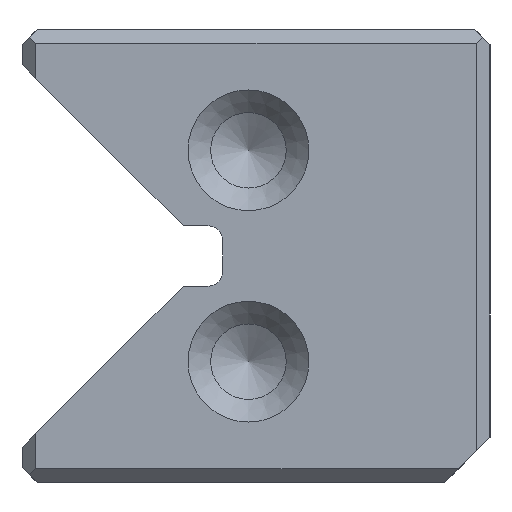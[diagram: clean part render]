
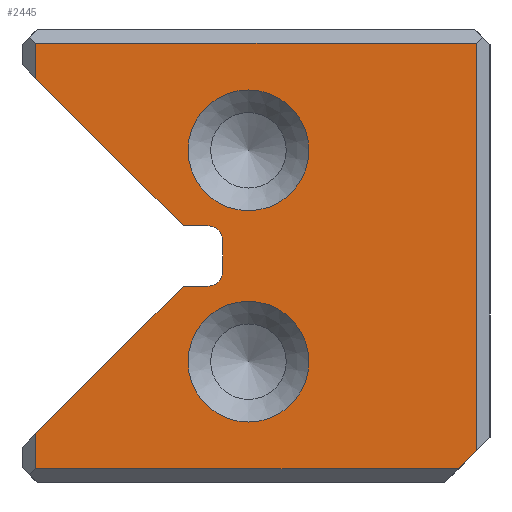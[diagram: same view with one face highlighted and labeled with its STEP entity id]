
A CAD part, left-side view. The second image highlights one B-rep face of the part: STEP entity #2445.
In plain terms, the highlighted planar face has unit normal (-1, 0, 0).
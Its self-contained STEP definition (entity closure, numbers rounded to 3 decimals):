
#2445=ADVANCED_FACE('',(#3286,#3287,#3288),#2799,.T.);
#2799=PLANE('',#8429);
#3033=CIRCLE('',#8425,2.);
#3034=CIRCLE('',#8426,2.);
#3035=CIRCLE('',#8427,0.5);
#3036=CIRCLE('',#8428,0.5);
#3286=FACE_BOUND('',#3418,.T.);
#3287=FACE_BOUND('',#3419,.T.);
#3288=FACE_BOUND('',#3420,.T.);
#3418=EDGE_LOOP('',(#4056));
#3419=EDGE_LOOP('',(#4057));
#3420=EDGE_LOOP('',(#4058,#4059,#4060,#4061,#4062,#4063,#4064,#4065,#4066,
#4067,#4068,#4069,#4070));
#4056=ORIENTED_EDGE('',*,*,#6442,.T.);
#4057=ORIENTED_EDGE('',*,*,#6443,.F.);
#4058=ORIENTED_EDGE('',*,*,#6444,.T.);
#4059=ORIENTED_EDGE('',*,*,#6445,.T.);
#4060=ORIENTED_EDGE('',*,*,#6446,.T.);
#4061=ORIENTED_EDGE('',*,*,#6447,.T.);
#4062=ORIENTED_EDGE('',*,*,#6448,.F.);
#4063=ORIENTED_EDGE('',*,*,#6449,.F.);
#4064=ORIENTED_EDGE('',*,*,#6450,.T.);
#4065=ORIENTED_EDGE('',*,*,#6451,.T.);
#4066=ORIENTED_EDGE('',*,*,#6452,.T.);
#4067=ORIENTED_EDGE('',*,*,#6453,.T.);
#4068=ORIENTED_EDGE('',*,*,#6454,.F.);
#4069=ORIENTED_EDGE('',*,*,#6455,.T.);
#4070=ORIENTED_EDGE('',*,*,#6456,.T.);
#5832=VERTEX_POINT('',#10724);
#5833=VERTEX_POINT('',#10726);
#5834=VERTEX_POINT('',#10728);
#5835=VERTEX_POINT('',#10729);
#5836=VERTEX_POINT('',#10731);
#5837=VERTEX_POINT('',#10733);
#5838=VERTEX_POINT('',#10735);
#5839=VERTEX_POINT('',#10737);
#5840=VERTEX_POINT('',#10739);
#5841=VERTEX_POINT('',#10741);
#5842=VERTEX_POINT('',#10743);
#5843=VERTEX_POINT('',#10745);
#5844=VERTEX_POINT('',#10747);
#5845=VERTEX_POINT('',#10749);
#5846=VERTEX_POINT('',#10751);
#6442=EDGE_CURVE('',#5832,#5832,#3033,.T.);
#6443=EDGE_CURVE('',#5833,#5833,#3034,.T.);
#6444=EDGE_CURVE('',#5834,#5835,#7249,.T.);
#6445=EDGE_CURVE('',#5835,#5836,#7250,.T.);
#6446=EDGE_CURVE('',#5836,#5837,#7251,.T.);
#6447=EDGE_CURVE('',#5837,#5838,#7252,.T.);
#6448=EDGE_CURVE('',#5839,#5838,#7253,.T.);
#6449=EDGE_CURVE('',#5840,#5839,#7254,.T.);
#6450=EDGE_CURVE('',#5840,#5841,#3035,.T.);
#6451=EDGE_CURVE('',#5841,#5842,#7255,.T.);
#6452=EDGE_CURVE('',#5842,#5843,#3036,.T.);
#6453=EDGE_CURVE('',#5843,#5844,#7256,.T.);
#6454=EDGE_CURVE('',#5845,#5844,#7257,.T.);
#6455=EDGE_CURVE('',#5845,#5846,#7258,.T.);
#6456=EDGE_CURVE('',#5846,#5834,#7259,.T.);
#7249=LINE('',#10727,#7911);
#7250=LINE('',#10730,#7912);
#7251=LINE('',#10732,#7913);
#7252=LINE('',#10734,#7914);
#7253=LINE('',#10736,#7915);
#7254=LINE('',#10738,#7916);
#7255=LINE('',#10742,#7917);
#7256=LINE('',#10746,#7918);
#7257=LINE('',#10748,#7919);
#7258=LINE('',#10750,#7920);
#7259=LINE('',#10752,#7921);
#7911=VECTOR('',#8902,1.);
#7912=VECTOR('',#8903,1.);
#7913=VECTOR('',#8904,1.);
#7914=VECTOR('',#8905,1.);
#7915=VECTOR('',#8906,1.);
#7916=VECTOR('',#8907,1.);
#7917=VECTOR('',#8910,1.);
#7918=VECTOR('',#8913,1.);
#7919=VECTOR('',#8914,1.);
#7920=VECTOR('',#8915,1.);
#7921=VECTOR('',#8916,1.);
#8425=AXIS2_PLACEMENT_3D('',#10723,#8898,#8899);
#8426=AXIS2_PLACEMENT_3D('',#10725,#8900,#8901);
#8427=AXIS2_PLACEMENT_3D('',#10740,#8908,#8909);
#8428=AXIS2_PLACEMENT_3D('',#10744,#8911,#8912);
#8429=AXIS2_PLACEMENT_3D('',#10753,#8917,#8918);
#8898=DIRECTION('',(1.,0.,0.));
#8899=DIRECTION('',(0.,0.,-1.));
#8900=DIRECTION('',(-1.,0.,0.));
#8901=DIRECTION('',(0.,0.,1.));
#8902=DIRECTION('',(0.,-0.707,0.707));
#8903=DIRECTION('',(0.,0.,1.));
#8904=DIRECTION('',(0.,1.,0.));
#8905=DIRECTION('',(0.,0.,-1.));
#8906=DIRECTION('',(0.,0.707,0.707));
#8907=DIRECTION('',(0.,1.,0.));
#8908=DIRECTION('',(1.,0.,0.));
#8909=DIRECTION('',(0.,0.,1.));
#8910=DIRECTION('',(0.,0.,-1.));
#8911=DIRECTION('',(1.,0.,0.));
#8912=DIRECTION('',(0.,0.,1.));
#8913=DIRECTION('',(0.,1.,0.));
#8914=DIRECTION('',(0.,-0.707,0.707));
#8915=DIRECTION('',(0.,0.,-1.));
#8916=DIRECTION('',(0.,-1.,0.));
#8917=DIRECTION('',(-1.,0.,0.));
#8918=DIRECTION('',(0.,0.,-1.));
#10723=CARTESIAN_POINT('',(0.,8.,4.));
#10724=CARTESIAN_POINT('',(0.,8.,2.));
#10725=CARTESIAN_POINT('',(0.,8.,11.));
#10726=CARTESIAN_POINT('',(0.,8.,13.));
#10727=CARTESIAN_POINT('',(0.,4.625,-3.125));
#10728=CARTESIAN_POINT('',(0.,1.05,0.45));
#10729=CARTESIAN_POINT('',(0.,0.45,1.05));
#10730=CARTESIAN_POINT('',(0.,0.45,0.));
#10731=CARTESIAN_POINT('',(0.,0.45,14.55));
#10732=CARTESIAN_POINT('',(0.,7.75,14.55));
#10733=CARTESIAN_POINT('',(0.,15.05,14.55));
#10734=CARTESIAN_POINT('',(0.,15.05,0.));
#10735=CARTESIAN_POINT('',(0.,15.05,13.385));
#10736=CARTESIAN_POINT('',(0.,9.165,7.5));
#10737=CARTESIAN_POINT('',(0.,10.165,8.5));
#10738=CARTESIAN_POINT('',(0.,8.85,8.5));
#10739=CARTESIAN_POINT('',(0.,9.35,8.5));
#10740=CARTESIAN_POINT('',(0.,9.35,8.));
#10741=CARTESIAN_POINT('',(0.,8.85,8.));
#10742=CARTESIAN_POINT('',(0.,8.85,8.5));
#10743=CARTESIAN_POINT('',(0.,8.85,7.));
#10744=CARTESIAN_POINT('',(0.,9.35,7.));
#10745=CARTESIAN_POINT('',(0.,9.35,6.5));
#10746=CARTESIAN_POINT('',(0.,8.85,6.5));
#10747=CARTESIAN_POINT('',(0.,10.165,6.5));
#10748=CARTESIAN_POINT('',(0.,17.65,-0.985));
#10749=CARTESIAN_POINT('',(0.,15.05,1.615));
#10750=CARTESIAN_POINT('',(0.,15.05,0.));
#10751=CARTESIAN_POINT('',(0.,15.05,0.45));
#10752=CARTESIAN_POINT('',(0.,7.75,0.45));
#10753=CARTESIAN_POINT('',(0.,7.75,0.));
